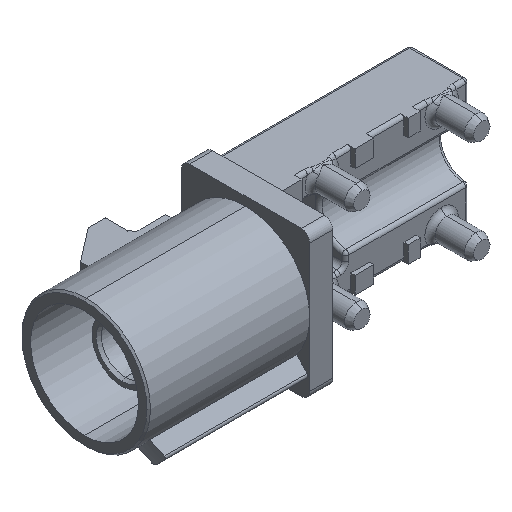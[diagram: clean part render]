
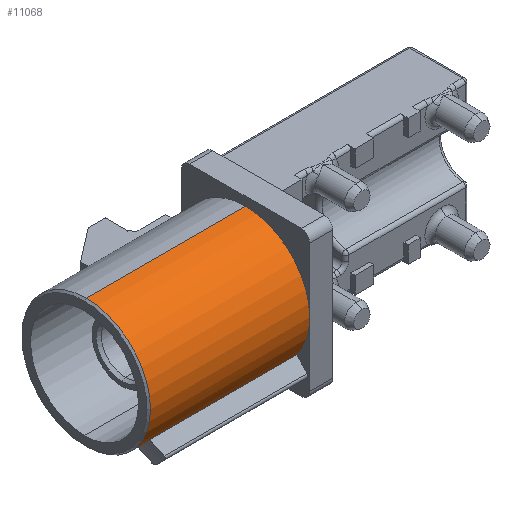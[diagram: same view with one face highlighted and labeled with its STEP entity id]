
A CAD part, isometric view. The second image highlights one B-rep face of the part: STEP entity #11068.
In plain terms, the highlighted cylindrical face has radius 3.75 mm (diameter 7.5 mm), a partial arc.
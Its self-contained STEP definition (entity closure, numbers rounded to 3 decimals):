
#55 = DIRECTION ( 'NONE',  ( 1., 0., 0. ) ) ;
#202 = DIRECTION ( 'NONE',  ( 0., 0., 1. ) ) ;
#211 = DIRECTION ( 'NONE',  ( 1., 0., 0. ) ) ;
#272 = EDGE_CURVE ( 'NONE', #14570, #5006, #869, .T. ) ;
#539 = CIRCLE ( 'NONE', #8822, 3.75 ) ;
#621 = VERTEX_POINT ( 'NONE', #4404 ) ;
#869 = LINE ( 'NONE', #12415, #13394 ) ;
#914 = DIRECTION ( 'NONE',  ( 0., 0., 1. ) ) ;
#1534 = VERTEX_POINT ( 'NONE', #4385 ) ;
#1825 = EDGE_CURVE ( 'NONE', #621, #14570, #7255, .T. ) ;
#2345 = ORIENTED_EDGE ( 'NONE', *, *, #5841, .T. ) ;
#2505 = CARTESIAN_POINT ( 'NONE',  ( -20.139, 1.904, -4.02 ) ) ;
#2600 = CARTESIAN_POINT ( 'NONE',  ( -10.739, 1.904, -0.27 ) ) ;
#2609 = CARTESIAN_POINT ( 'NONE',  ( -20.139, 1.904, 3.48 ) ) ;
#2756 = LINE ( 'NONE', #2505, #10557 ) ;
#2853 = EDGE_CURVE ( 'NONE', #1534, #8719, #11629, .T. ) ;
#3122 = FACE_OUTER_BOUND ( 'NONE', #11324, .T. ) ;
#3128 = AXIS2_PLACEMENT_3D ( 'NONE', #5064, #6262, #14784 ) ;
#4385 = CARTESIAN_POINT ( 'NONE',  ( -20.039, 1.904, 3.48 ) ) ;
#4389 = AXIS2_PLACEMENT_3D ( 'NONE', #9303, #6872, #9349 ) ;
#4404 = CARTESIAN_POINT ( 'NONE',  ( -19.339, -0.37, -3.252 ) ) ;
#4472 = EDGE_CURVE ( 'NONE', #14411, #8719, #13302, .T. ) ;
#4516 = ORIENTED_EDGE ( 'NONE', *, *, #2853, .F. ) ;
#4588 = DIRECTION ( 'NONE',  ( -1., 0., 0. ) ) ;
#4844 = EDGE_CURVE ( 'NONE', #10214, #8392, #11798, .T. ) ;
#5006 = VERTEX_POINT ( 'NONE', #14693 ) ;
#5064 = CARTESIAN_POINT ( 'NONE',  ( -20.039, 1.904, -0.27 ) ) ;
#5841 = EDGE_CURVE ( 'NONE', #12630, #10214, #2756, .T. ) ;
#6262 = DIRECTION ( 'NONE',  ( 1., 0., 0. ) ) ;
#6611 = CARTESIAN_POINT ( 'NONE',  ( -20.139, 1.904, -0.27 ) ) ;
#6872 = DIRECTION ( 'NONE',  ( -1., 0., 0. ) ) ;
#7060 = CARTESIAN_POINT ( 'NONE',  ( -19.339, -1.078, -2.545 ) ) ;
#7247 = EDGE_CURVE ( 'NONE', #621, #8392, #13669, .T. ) ;
#7255 = CIRCLE ( 'NONE', #15273, 3.75 ) ;
#7383 = DIRECTION ( 'NONE',  ( -1., 0., 0. ) ) ;
#7435 = CARTESIAN_POINT ( 'NONE',  ( -10.739, -0.37, -3.252 ) ) ;
#7667 = CARTESIAN_POINT ( 'NONE',  ( -20.039, 1.904, -4.02 ) ) ;
#8392 = VERTEX_POINT ( 'NONE', #7435 ) ;
#8700 = DIRECTION ( 'NONE',  ( 1., 0., 0. ) ) ;
#8719 = VERTEX_POINT ( 'NONE', #11656 ) ;
#8754 = AXIS2_PLACEMENT_3D ( 'NONE', #2600, #12251, #202 ) ;
#8822 = AXIS2_PLACEMENT_3D ( 'NONE', #11155, #7383, #11209 ) ;
#9074 = CIRCLE ( 'NONE', #3128, 3.75 ) ;
#9081 = ORIENTED_EDGE ( 'NONE', *, *, #4472, .T. ) ;
#9303 = CARTESIAN_POINT ( 'NONE',  ( -10.739, 1.904, -0.27 ) ) ;
#9349 = DIRECTION ( 'NONE',  ( 0., 0., 1. ) ) ;
#9396 = CYLINDRICAL_SURFACE ( 'NONE', #9683, 3.75 ) ;
#9451 = CARTESIAN_POINT ( 'NONE',  ( -19.339, 1.904, -0.27 ) ) ;
#9626 = VECTOR ( 'NONE', #55, 1000. ) ;
#9683 = AXIS2_PLACEMENT_3D ( 'NONE', #6611, #15142, #13009 ) ;
#10060 = EDGE_CURVE ( 'NONE', #5006, #14411, #539, .T. ) ;
#10177 = ORIENTED_EDGE ( 'NONE', *, *, #12970, .T. ) ;
#10214 = VERTEX_POINT ( 'NONE', #10227 ) ;
#10227 = CARTESIAN_POINT ( 'NONE',  ( -10.739, 1.904, -4.02 ) ) ;
#10557 = VECTOR ( 'NONE', #211, 1000. ) ;
#10616 = ORIENTED_EDGE ( 'NONE', *, *, #7247, .F. ) ;
#10718 = CARTESIAN_POINT ( 'NONE',  ( -10.739, -1.846, -0.27 ) ) ;
#11068 = ADVANCED_FACE ( 'NONE', ( #3122 ), #9396, .T. ) ;
#11155 = CARTESIAN_POINT ( 'NONE',  ( -10.739, 1.904, -0.27 ) ) ;
#11209 = DIRECTION ( 'NONE',  ( 0., 0., 1. ) ) ;
#11324 = EDGE_LOOP ( 'NONE', ( #4516, #10177, #2345, #15442, #10616, #11545, #15527, #13536, #9081 ) ) ;
#11545 = ORIENTED_EDGE ( 'NONE', *, *, #1825, .T. ) ;
#11558 = DIRECTION ( 'NONE',  ( 1., 0., 0. ) ) ;
#11629 = LINE ( 'NONE', #2609, #12776 ) ;
#11656 = CARTESIAN_POINT ( 'NONE',  ( -10.739, 1.904, 3.48 ) ) ;
#11798 = CIRCLE ( 'NONE', #4389, 3.75 ) ;
#12251 = DIRECTION ( 'NONE',  ( -1., 0., 0. ) ) ;
#12415 = CARTESIAN_POINT ( 'NONE',  ( -19.069, -1.078, -2.545 ) ) ;
#12630 = VERTEX_POINT ( 'NONE', #7667 ) ;
#12776 = VECTOR ( 'NONE', #8700, 1000. ) ;
#12970 = EDGE_CURVE ( 'NONE', #1534, #12630, #9074, .T. ) ;
#13009 = DIRECTION ( 'NONE',  ( 0., 0., -1. ) ) ;
#13302 = CIRCLE ( 'NONE', #8754, 3.75 ) ;
#13394 = VECTOR ( 'NONE', #11558, 1000. ) ;
#13461 = CARTESIAN_POINT ( 'NONE',  ( -19.069, -0.37, -3.252 ) ) ;
#13536 = ORIENTED_EDGE ( 'NONE', *, *, #10060, .T. ) ;
#13669 = LINE ( 'NONE', #13461, #9626 ) ;
#14411 = VERTEX_POINT ( 'NONE', #10718 ) ;
#14570 = VERTEX_POINT ( 'NONE', #7060 ) ;
#14693 = CARTESIAN_POINT ( 'NONE',  ( -10.739, -1.078, -2.545 ) ) ;
#14784 = DIRECTION ( 'NONE',  ( 0., 0., 1. ) ) ;
#15142 = DIRECTION ( 'NONE',  ( 1., 0., 0. ) ) ;
#15273 = AXIS2_PLACEMENT_3D ( 'NONE', #9451, #4588, #914 ) ;
#15442 = ORIENTED_EDGE ( 'NONE', *, *, #4844, .T. ) ;
#15527 = ORIENTED_EDGE ( 'NONE', *, *, #272, .T. ) ;
